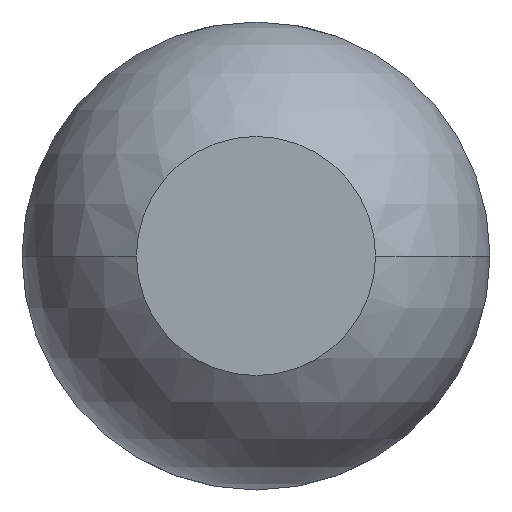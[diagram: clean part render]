
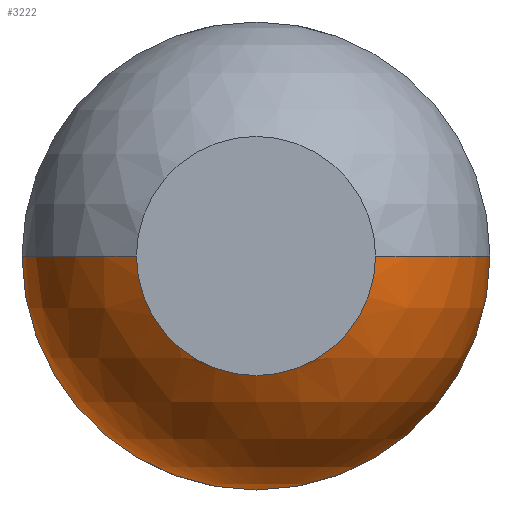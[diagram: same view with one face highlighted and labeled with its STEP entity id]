
A CAD part, front view. The second image highlights one B-rep face of the part: STEP entity #3222.
In plain terms, the highlighted spherical face has radius 0.685 mm.
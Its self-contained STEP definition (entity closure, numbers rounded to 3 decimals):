
#5 = CIRCLE ( 'NONE', #3169, 0.685 ) ;
#246 = ORIENTED_EDGE ( 'NONE', *, *, #2045, .F. ) ;
#378 = CIRCLE ( 'NONE', #3221, 0.35 ) ;
#405 = CIRCLE ( 'NONE', #1102, 0.35 ) ;
#512 = DIRECTION ( 'NONE',  ( -1., 0., 0. ) ) ;
#524 = EDGE_CURVE ( 'Defeature ausgef�hrt1_5+Defeature ausgef�hrt1_4+Defeature ausgef�hrt1_4+Defeature ausgef�hrt1_4', #2578, #3773, #1543, .T. ) ;
#782 = CARTESIAN_POINT ( 'NONE',  ( 0., -27., -0.35 ) ) ;
#831 = AXIS2_PLACEMENT_3D ( 'NONE', #2763, #2777, #512 ) ;
#836 = EDGE_LOOP ( 'NONE', ( #2324, #3179, #246, #1128, #3719, #2570 ) ) ;
#876 = DIRECTION ( 'NONE',  ( 0., -1., 0. ) ) ;
#937 = CARTESIAN_POINT ( 'NONE',  ( 0., -26.411, -0.685 ) ) ;
#969 = CIRCLE ( 'NONE', #831, 0.685 ) ;
#1045 = CARTESIAN_POINT ( 'NONE',  ( 0., -26.411, 0. ) ) ;
#1102 = AXIS2_PLACEMENT_3D ( 'NONE', #3570, #3263, #3276 ) ;
#1128 = ORIENTED_EDGE ( 'NONE', *, *, #524, .F. ) ;
#1150 = VERTEX_POINT ( 'NONE', #2448 ) ;
#1361 = FACE_OUTER_BOUND ( 'NONE', #836, .T. ) ;
#1458 = DIRECTION ( 'NONE',  ( 0., 1., 0. ) ) ;
#1543 = CIRCLE ( 'NONE', #2200, 0.685 ) ;
#1596 = CARTESIAN_POINT ( 'NONE',  ( 0.685, -26.411, 0. ) ) ;
#1653 = DIRECTION ( 'NONE',  ( 0., 0., 1. ) ) ;
#1698 = EDGE_CURVE ( 'Defeature ausgef�hrt1_17+Defeature ausgef�hrt1_4+Defeature ausgef�hrt1_4+Defeature ausgef�hrt1_4', #2804, #3273, #405, .T. ) ;
#1703 = AXIS2_PLACEMENT_3D ( 'NONE', #2224, #3828, #3813 ) ;
#1711 = CIRCLE ( 'NONE', #3318, 0.685 ) ;
#1783 = DIRECTION ( 'NONE',  ( 0., 0., 1. ) ) ;
#1822 = CARTESIAN_POINT ( 'NONE',  ( 0., -27., 0. ) ) ;
#1982 = DIRECTION ( 'NONE',  ( 0., 1., 0. ) ) ;
#2045 = EDGE_CURVE ( 'Defeature ausgef�hrt1_5+Defeature ausgef�hrt1_4+Defeature ausgef�hrt1_4+Defeature ausgef�hrt1_4', #3773, #2620, #5, .T. ) ;
#2108 = SPHERICAL_SURFACE ( 'NONE', #1703, 0.685 ) ;
#2132 = EDGE_CURVE ( 'NONE', #3273, #2578, #1711, .T. ) ;
#2200 = AXIS2_PLACEMENT_3D ( 'NONE', #3386, #1458, #1783 ) ;
#2224 = CARTESIAN_POINT ( 'NONE',  ( 0., -26.411, 0. ) ) ;
#2324 = ORIENTED_EDGE ( 'NONE', *, *, #3953, .F. ) ;
#2448 = CARTESIAN_POINT ( 'NONE',  ( -0.35, -27., 0. ) ) ;
#2570 = ORIENTED_EDGE ( 'NONE', *, *, #1698, .F. ) ;
#2578 = VERTEX_POINT ( 'NONE', #1596 ) ;
#2620 = VERTEX_POINT ( 'NONE', #3587 ) ;
#2763 = CARTESIAN_POINT ( 'NONE',  ( 0., -26.411, 0. ) ) ;
#2777 = DIRECTION ( 'NONE',  ( 0., 0., -1. ) ) ;
#2804 = VERTEX_POINT ( 'NONE', #782 ) ;
#3169 = AXIS2_PLACEMENT_3D ( 'NONE', #1045, #1982, #1653 ) ;
#3179 = ORIENTED_EDGE ( 'NONE', *, *, #3918, .T. ) ;
#3217 = CARTESIAN_POINT ( 'NONE',  ( 0.35, -27., 0. ) ) ;
#3221 = AXIS2_PLACEMENT_3D ( 'NONE', #1822, #876, #3783 ) ;
#3222 = ADVANCED_FACE ( 'Defeature ausgef�hrt1_4', ( #1361 ), #2108, .T. ) ;
#3263 = DIRECTION ( 'NONE',  ( 0., -1., 0. ) ) ;
#3273 = VERTEX_POINT ( 'NONE', #3217 ) ;
#3276 = DIRECTION ( 'NONE',  ( 0., 0., -1. ) ) ;
#3318 = AXIS2_PLACEMENT_3D ( 'NONE', #3649, #3662, #3991 ) ;
#3386 = CARTESIAN_POINT ( 'NONE',  ( 0., -26.411, 0. ) ) ;
#3570 = CARTESIAN_POINT ( 'NONE',  ( 0., -27., 0. ) ) ;
#3587 = CARTESIAN_POINT ( 'NONE',  ( -0.685, -26.411, 0. ) ) ;
#3649 = CARTESIAN_POINT ( 'NONE',  ( 0., -26.411, 0. ) ) ;
#3662 = DIRECTION ( 'NONE',  ( 0., 0., 1. ) ) ;
#3719 = ORIENTED_EDGE ( 'NONE', *, *, #2132, .F. ) ;
#3773 = VERTEX_POINT ( 'NONE', #937 ) ;
#3783 = DIRECTION ( 'NONE',  ( 0., 0., -1. ) ) ;
#3813 = DIRECTION ( 'NONE',  ( 1., 0., 0. ) ) ;
#3828 = DIRECTION ( 'NONE',  ( 0., 0., -1. ) ) ;
#3918 = EDGE_CURVE ( 'NONE', #1150, #2620, #969, .T. ) ;
#3953 = EDGE_CURVE ( 'Defeature ausgef�hrt1_17+Defeature ausgef�hrt1_4+Defeature ausgef�hrt1_4+Defeature ausgef�hrt1_4', #1150, #2804, #378, .T. ) ;
#3991 = DIRECTION ( 'NONE',  ( 1., 0., 0. ) ) ;
